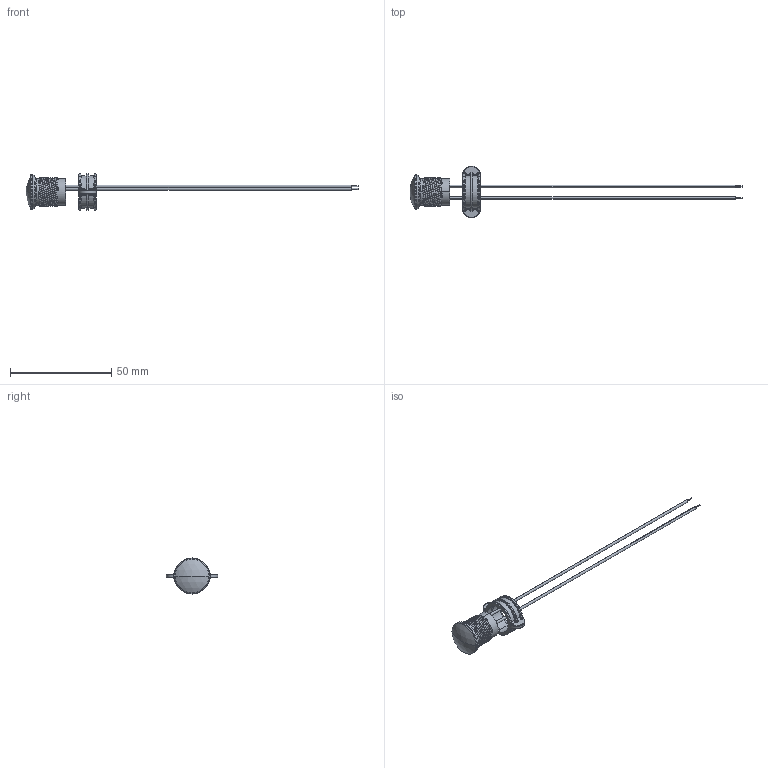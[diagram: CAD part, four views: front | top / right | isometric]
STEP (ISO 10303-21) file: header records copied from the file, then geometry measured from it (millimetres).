
FILE_DESCRIPTION (( 'STEP AP214' ), '1' );
FILE_NAME ('CNX_714_X_XXX_XX_X.STEP', '2020-05-26T16:47:34', ( 'user' ), ( 'Microsoft' ), 'SwSTEP 2.0', 'SolidWorks 2018', '' );
FILE_SCHEMA (( 'AUTOMOTIVE_DESIGN' ));
Length unit declared in the file: inch
Products named in the file (6): RTN 714_simple version; HLS_714; _24 AWG Straight Wire_06"; 714 XXX; CNX_714_X_XXX_XX_X; 714 POTTING
Assembly tree (6 placements, depth 2):
  CNX_714_X_XXX_XX_X
    714 XXX
    _24 AWG Straight Wire_06"  x2
    HLS_714
    RTN 714_simple version
    714 POTTING
Bounding box: 163.86 x 25.41 x 17.78 mm (x, y, z)
Volume: 2912 mm3; surface area: 5213.7 mm2
Topology: 6 solids, 6 shells, 314 faces, 804 edges, 495 vertices
Faces by surface type: bspline 138, cylinder 64, torus 56, plane 28, cone 24, sphere 4
Entity records: 16766 total; most frequent: CARTESIAN_POINT 10274, ORIENTED_EDGE 1540, DIRECTION 1002, EDGE_CURVE 770, VERTEX_POINT 483, AXIS2_PLACEMENT_3D 466, B_SPLINE_CURVE_WITH_KNOTS 347, EDGE_LOOP 315
